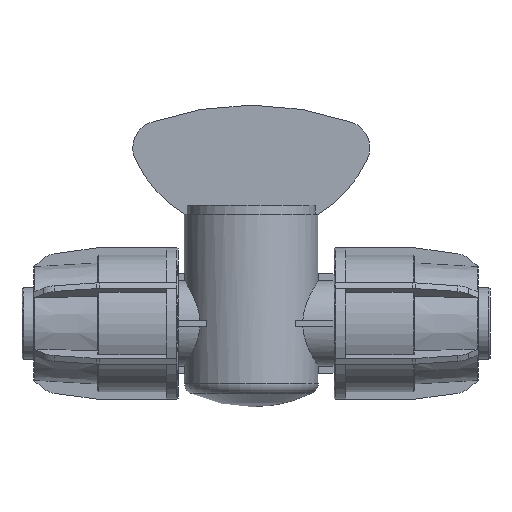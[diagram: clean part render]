
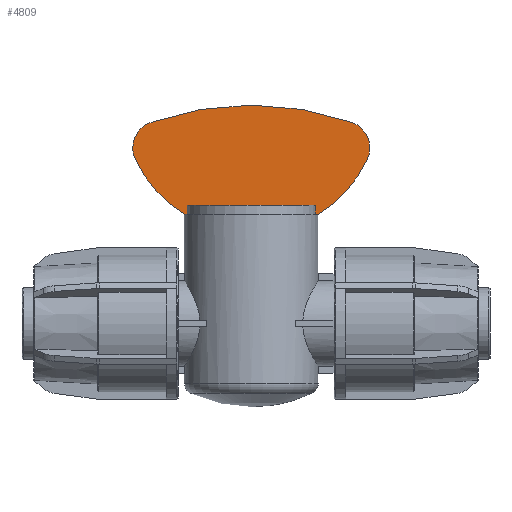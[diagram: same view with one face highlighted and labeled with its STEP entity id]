
A CAD part, front view. The second image highlights one B-rep face of the part: STEP entity #4809.
In plain terms, the highlighted planar face has unit normal (0, -1, 0).
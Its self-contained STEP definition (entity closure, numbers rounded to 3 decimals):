
#314=FACE_OUTER_BOUND('',#578,.T.);
#578=EDGE_LOOP('',(#3850,#3851,#3852,#3853,#3854,#3855,#3856,#3857,#3858,
#3859,#3860,#3861));
#945=LINE('',#7656,#1431);
#946=LINE('',#7660,#1432);
#947=LINE('',#7662,#1433);
#955=LINE('',#7692,#1441);
#956=LINE('',#7693,#1442);
#959=LINE('',#7699,#1445);
#962=LINE('',#7711,#1448);
#1431=VECTOR('',#6087,28.723);
#1432=VECTOR('',#6092,2.);
#1433=VECTOR('',#6093,2.);
#1441=VECTOR('',#6125,0.505);
#1442=VECTOR('',#6126,0.505);
#1445=VECTOR('',#6133,0.134);
#1448=VECTOR('',#6148,0.134);
#1794=CIRCLE('',#5177,6.114);
#1795=CIRCLE('',#5179,28.727);
#1796=CIRCLE('',#5184,67.653);
#1797=CIRCLE('',#5185,6.114);
#1798=CIRCLE('',#5186,28.727);
#1914=VERTEX_POINT('',#6879);
#1915=VERTEX_POINT('',#6881);
#2137=VERTEX_POINT('',#7654);
#2138=VERTEX_POINT('',#7655);
#2139=VERTEX_POINT('',#7659);
#2140=VERTEX_POINT('',#7661);
#2151=VERTEX_POINT('',#7697);
#2152=VERTEX_POINT('',#7701);
#2153=VERTEX_POINT('',#7703);
#2154=VERTEX_POINT('',#7710);
#2155=VERTEX_POINT('',#7716);
#2156=VERTEX_POINT('',#7718);
#2733=EDGE_CURVE('',#2137,#2138,#945,.T.);
#2735=EDGE_CURVE('',#2138,#2139,#946,.T.);
#2736=EDGE_CURVE('',#2140,#2137,#947,.T.);
#2752=EDGE_CURVE('',#2140,#1915,#955,.T.);
#2753=EDGE_CURVE('',#1914,#2139,#956,.T.);
#2756=EDGE_CURVE('',#2151,#1914,#959,.T.);
#2758=EDGE_CURVE('',#2152,#2153,#1794,.T.);
#2760=EDGE_CURVE('',#2153,#2151,#1795,.T.);
#2761=EDGE_CURVE('',#2154,#1915,#962,.T.);
#2764=EDGE_CURVE('',#2155,#2152,#1796,.T.);
#2765=EDGE_CURVE('',#2155,#2156,#1797,.T.);
#2766=EDGE_CURVE('',#2156,#2154,#1798,.T.);
#3850=ORIENTED_EDGE('',*,*,#2735,.T.);
#3851=ORIENTED_EDGE('',*,*,#2753,.F.);
#3852=ORIENTED_EDGE('',*,*,#2756,.F.);
#3853=ORIENTED_EDGE('',*,*,#2760,.F.);
#3854=ORIENTED_EDGE('',*,*,#2758,.F.);
#3855=ORIENTED_EDGE('',*,*,#2764,.F.);
#3856=ORIENTED_EDGE('',*,*,#2765,.T.);
#3857=ORIENTED_EDGE('',*,*,#2766,.T.);
#3858=ORIENTED_EDGE('',*,*,#2761,.T.);
#3859=ORIENTED_EDGE('',*,*,#2752,.F.);
#3860=ORIENTED_EDGE('',*,*,#2736,.T.);
#3861=ORIENTED_EDGE('',*,*,#2733,.T.);
#4613=PLANE('',#5183);
#4809=ADVANCED_FACE('',(#314),#4613,.F.);
#5177=AXIS2_PLACEMENT_3D('',#7704,#6137,#6138);
#5179=AXIS2_PLACEMENT_3D('',#7707,#6142,#6143);
#5183=AXIS2_PLACEMENT_3D('',#7715,#6153,#6154);
#5184=AXIS2_PLACEMENT_3D('',#7717,#6155,#6156);
#5185=AXIS2_PLACEMENT_3D('',#7719,#6157,#6158);
#5186=AXIS2_PLACEMENT_3D('',#7720,#6159,#6160);
#6087=DIRECTION('',(1.,0.,0.));
#6092=DIRECTION('',(0.,0.,-1.));
#6093=DIRECTION('',(0.,0.,1.));
#6125=DIRECTION('',(-1.,0.,0.));
#6126=DIRECTION('',(-1.,0.,0.));
#6133=DIRECTION('',(-1.,0.,0.));
#6137=DIRECTION('center_axis',(0.,1.,0.));
#6138=DIRECTION('ref_axis',(-0.905,0.,0.425));
#6142=DIRECTION('center_axis',(0.,1.,0.));
#6143=DIRECTION('ref_axis',(-0.522,0.,0.853));
#6148=DIRECTION('',(1.,0.,0.));
#6153=DIRECTION('center_axis',(0.,1.,0.));
#6154=DIRECTION('ref_axis',(0.,0.,1.));
#6155=DIRECTION('center_axis',(0.,1.,0.));
#6156=DIRECTION('ref_axis',(-0.333,0.,-0.943));
#6157=DIRECTION('center_axis',(0.,-1.,0.));
#6158=DIRECTION('ref_axis',(0.905,0.,0.425));
#6159=DIRECTION('center_axis',(0.,-1.,0.));
#6160=DIRECTION('ref_axis',(0.522,0.,0.853));
#6879=CARTESIAN_POINT('',(13.816,-2.,24.5));
#6881=CARTESIAN_POINT('',(-15.916,-2.,24.5));
#7654=CARTESIAN_POINT('',(-15.411,-2.,26.5));
#7655=CARTESIAN_POINT('',(13.311,-2.,26.5));
#7656=CARTESIAN_POINT('',(-6.041,-2.,26.5));
#7659=CARTESIAN_POINT('',(13.311,-2.,24.5));
#7660=CARTESIAN_POINT('',(13.311,-2.,24.5));
#7661=CARTESIAN_POINT('',(-15.411,-2.,24.5));
#7662=CARTESIAN_POINT('',(-15.411,-2.,24.5));
#7692=CARTESIAN_POINT('',(-13.541,-2.,24.5));
#7693=CARTESIAN_POINT('',(-13.541,-2.,24.5));
#7697=CARTESIAN_POINT('',(13.95,-2.,24.5));
#7699=CARTESIAN_POINT('',(13.95,-2.,24.5));
#7701=CARTESIAN_POINT('',(21.45,-2.,45.149));
#7703=CARTESIAN_POINT('',(24.95,-2.,36.783));
#7704=CARTESIAN_POINT('Origin',(19.417,-2.,39.383));
#7707=CARTESIAN_POINT('Origin',(-1.05,-2.,49.));
#7710=CARTESIAN_POINT('',(-16.05,-2.,24.5));
#7711=CARTESIAN_POINT('',(-16.05,-2.,24.5));
#7715=CARTESIAN_POINT('Origin',(-11.032,-2.,36.2));
#7716=CARTESIAN_POINT('',(-23.55,-2.,45.149));
#7717=CARTESIAN_POINT('Origin',(-1.05,-2.,-18.653));
#7718=CARTESIAN_POINT('',(-27.05,-2.,36.783));
#7719=CARTESIAN_POINT('Origin',(-21.517,-2.,39.383));
#7720=CARTESIAN_POINT('Origin',(-1.05,-2.,49.));
